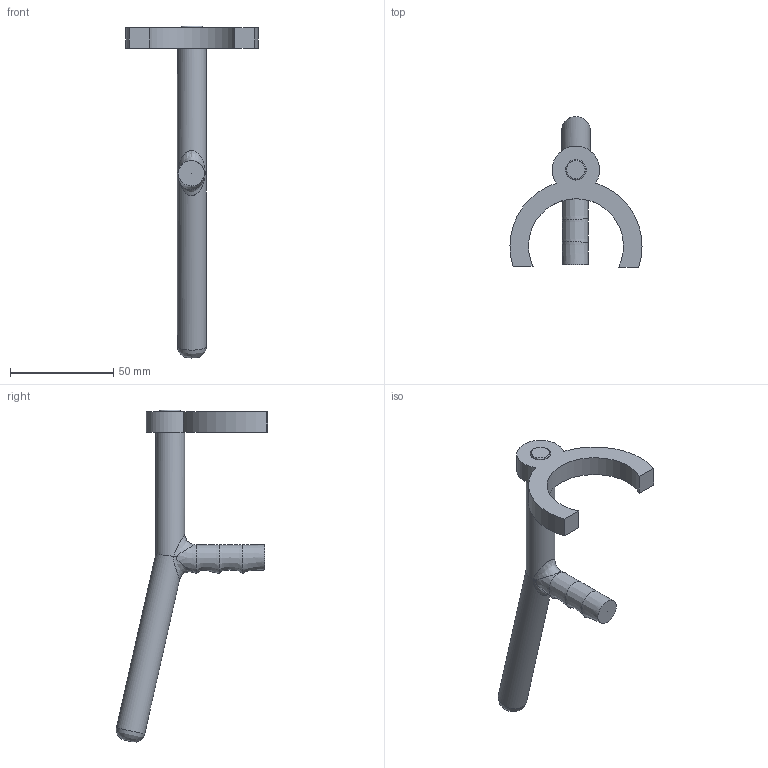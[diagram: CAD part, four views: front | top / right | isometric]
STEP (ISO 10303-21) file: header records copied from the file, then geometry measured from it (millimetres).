
FILE_DESCRIPTION(/* description */ (''),/* implementation_level */ '2;1');
FILE_NAME(/* name */ 'Teddy crutches v11.step',/* time_stamp */ '2021-07-01T16:15:09+06:00',/* author */ (''),/* organization */ (''),/* preprocessor_version */ 'ST-DEVELOPER v18.1',/* originating_system */ 'Autodesk Translation Framework v10.9.0.1377',/* authorisation */ '');
FILE_SCHEMA (('AUTOMOTIVE_DESIGN { 1 0 10303 214 3 1 1 }'));
Length unit declared in the file: millimetre
Products named in the file (5): Teddy crutches; HAND; STEM; HANDEL BAR; Component9
Assembly tree (4 placements, depth 3):
  Teddy crutches
    HAND
    STEM
      HANDEL BAR
      Component9
Bounding box: 64 x 73.31 x 160.8 mm (x, y, z)
Volume: 41297.8 mm3; surface area: 14362.2 mm2
Topology: 3 solids, 3 shells, 27 faces, 64 edges, 42 vertices
Faces by surface type: plane 9, cylinder 9, bspline 8, torus 1
Full cylindrical faces by diameter (mm): 9.858 x1, 14 x2
Entity records: 2017 total; most frequent: CARTESIAN_POINT 1305, ORIENTED_EDGE 126, DIRECTION 122, EDGE_CURVE 63, AXIS2_PLACEMENT_3D 52, VERTEX_POINT 42, EDGE_LOOP 29, FACE_OUTER_BOUND 27
